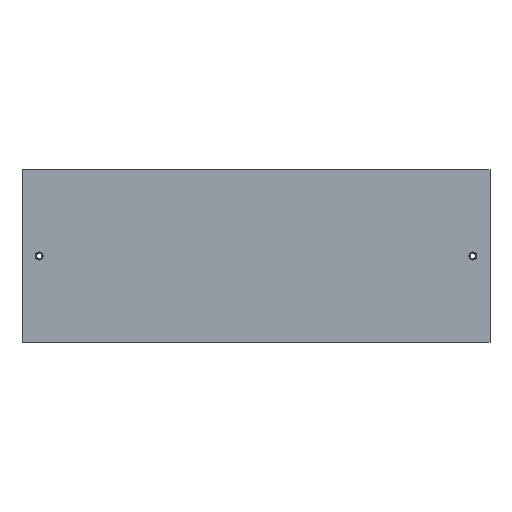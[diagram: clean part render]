
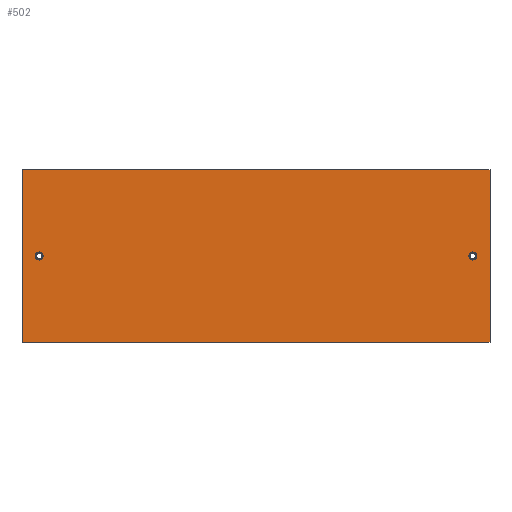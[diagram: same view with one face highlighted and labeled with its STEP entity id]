
A CAD part, front view. The second image highlights one B-rep face of the part: STEP entity #502.
In plain terms, the highlighted planar face has unit normal (0, -1, 0).
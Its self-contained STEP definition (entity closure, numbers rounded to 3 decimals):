
#36 = VERTEX_POINT ( 'NONE', #1842 ) ;
#37 = VERTEX_POINT ( 'NONE', #1843 ) ;
#273 = AXIS2_PLACEMENT_3D ( 'NONE', #2042, #2041, #2039 ) ;
#277 = AXIS2_PLACEMENT_3D ( 'NONE', #2049, #2046, #2043 ) ;
#365 = AXIS2_PLACEMENT_3D ( 'NONE', #1279, #1224, #1285 ) ;
#502 = ADVANCED_FACE ( 'NONE', ( #2691, #2700, #2696 ), #1277, .F. ) ;
#570 = EDGE_LOOP ( 'NONE', ( #1710 ) ) ;
#579 = EDGE_LOOP ( 'NONE', ( #1714, #1712, #1713, #1711 ) ) ;
#587 = EDGE_LOOP ( 'NONE', ( #1709 ) ) ;
#718 = VERTEX_POINT ( 'NONE', #2414 ) ;
#719 = VERTEX_POINT ( 'NONE', #2413 ) ;
#752 = VERTEX_POINT ( 'NONE', #2047 ) ;
#907 = CARTESIAN_POINT ( 'NONE',  ( 204., 0., -149. ) ) ;
#981 = EDGE_CURVE ( 'NONE', #719, #718, #2781, .T. ) ;
#982 = EDGE_CURVE ( 'NONE', #36, #36, #2784, .T. ) ;
#983 = EDGE_CURVE ( 'NONE', #37, #37, #2790, .T. ) ;
#984 = EDGE_CURVE ( 'NONE', #718, #1725, #2788, .T. ) ;
#985 = EDGE_CURVE ( 'NONE', #719, #752, #2786, .T. ) ;
#992 = EDGE_CURVE ( 'NONE', #752, #1725, #2801, .T. ) ;
#1224 = DIRECTION ( 'NONE',  ( 0., 1., 0. ) ) ;
#1277 = PLANE ( 'NONE',  #365 ) ;
#1279 = CARTESIAN_POINT ( 'NONE',  ( 0., 0., 1. ) ) ;
#1285 = DIRECTION ( 'NONE',  ( -1., 0., 0. ) ) ;
#1709 = ORIENTED_EDGE ( 'NONE', *, *, #983, .T. ) ;
#1710 = ORIENTED_EDGE ( 'NONE', *, *, #982, .F. ) ;
#1711 = ORIENTED_EDGE ( 'NONE', *, *, #985, .T. ) ;
#1712 = ORIENTED_EDGE ( 'NONE', *, *, #984, .F. ) ;
#1713 = ORIENTED_EDGE ( 'NONE', *, *, #981, .F. ) ;
#1714 = ORIENTED_EDGE ( 'NONE', *, *, #992, .T. ) ;
#1725 = VERTEX_POINT ( 'NONE', #907 ) ;
#1842 = CARTESIAN_POINT ( 'NONE',  ( 189., 0., -77.5 ) ) ;
#1843 = CARTESIAN_POINT ( 'NONE',  ( -189., 0., -77.5 ) ) ;
#1975 = DIRECTION ( 'NONE',  ( 1., 0., 0. ) ) ;
#1983 = CARTESIAN_POINT ( 'NONE',  ( 204., 0., 1. ) ) ;
#1990 = CARTESIAN_POINT ( 'NONE',  ( 0., 0., 1. ) ) ;
#2006 = DIRECTION ( 'NONE',  ( 1., 0., 0. ) ) ;
#2019 = CARTESIAN_POINT ( 'NONE',  ( 0., 0., -149. ) ) ;
#2037 = CARTESIAN_POINT ( 'NONE',  ( -204., 0., 1. ) ) ;
#2038 = DIRECTION ( 'NONE',  ( 0., 0., -1. ) ) ;
#2039 = DIRECTION ( 'NONE',  ( 0., 0., -1. ) ) ;
#2041 = DIRECTION ( 'NONE',  ( 0., 1., 0. ) ) ;
#2042 = CARTESIAN_POINT ( 'NONE',  ( -189., 0., -74. ) ) ;
#2043 = DIRECTION ( 'NONE',  ( 0., 0., -1. ) ) ;
#2046 = DIRECTION ( 'NONE',  ( 0., -1., 0. ) ) ;
#2047 = CARTESIAN_POINT ( 'NONE',  ( -204., 0., -149. ) ) ;
#2049 = CARTESIAN_POINT ( 'NONE',  ( 189., 0., -74. ) ) ;
#2051 = DIRECTION ( 'NONE',  ( 0., 0., -1. ) ) ;
#2413 = CARTESIAN_POINT ( 'NONE',  ( -204., 0., 1. ) ) ;
#2414 = CARTESIAN_POINT ( 'NONE',  ( 204., 0., 1. ) ) ;
#2691 = FACE_OUTER_BOUND ( 'NONE', #579, .T. ) ;
#2696 = FACE_BOUND ( 'NONE', #587, .T. ) ;
#2700 = FACE_BOUND ( 'NONE', #570, .T. ) ;
#2781 = LINE ( 'NONE', #1990, #2787 ) ;
#2784 = CIRCLE ( 'NONE', #277, 3.5 ) ;
#2786 = LINE ( 'NONE', #2037, #2791 ) ;
#2787 = VECTOR ( 'NONE', #1975, 1000. ) ;
#2788 = LINE ( 'NONE', #1983, #2792 ) ;
#2790 = CIRCLE ( 'NONE', #273, 3.5 ) ;
#2791 = VECTOR ( 'NONE', #2051, 1000. ) ;
#2792 = VECTOR ( 'NONE', #2038, 1000. ) ;
#2801 = LINE ( 'NONE', #2019, #2803 ) ;
#2803 = VECTOR ( 'NONE', #2006, 1000. ) ;
